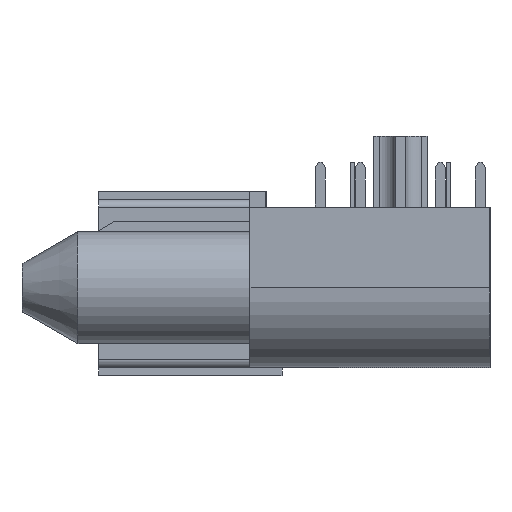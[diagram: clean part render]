
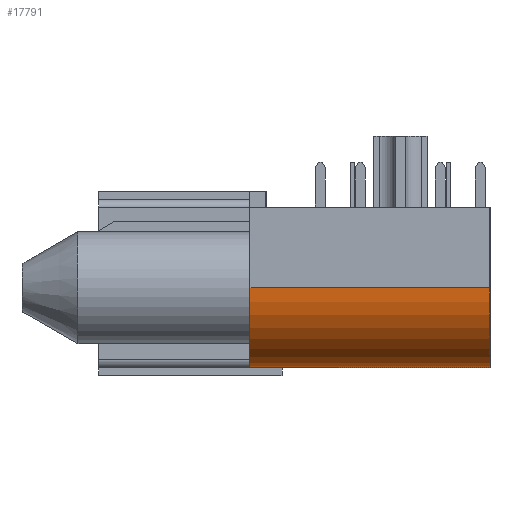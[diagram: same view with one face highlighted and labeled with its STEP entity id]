
A CAD part, left-side view. The second image highlights one B-rep face of the part: STEP entity #17791.
In plain terms, the highlighted cylindrical face has radius 5 mm (diameter 10 mm), a partial arc.
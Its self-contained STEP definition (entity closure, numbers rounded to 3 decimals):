
#68=CYLINDRICAL_SURFACE('',#18857,5.);
#182=CIRCLE('',#18858,5.);
#183=CIRCLE('',#18859,5.);
#4289=ORIENTED_EDGE('',*,*,#7423,.T.);
#4290=ORIENTED_EDGE('',*,*,#7424,.F.);
#4291=ORIENTED_EDGE('',*,*,#7425,.F.);
#4292=ORIENTED_EDGE('',*,*,#7426,.T.);
#7423=EDGE_CURVE('',#9323,#9324,#182,.T.);
#7424=EDGE_CURVE('',#9325,#9324,#11602,.T.);
#7425=EDGE_CURVE('',#9326,#9325,#183,.T.);
#7426=EDGE_CURVE('',#9326,#9323,#11603,.T.);
#9323=VERTEX_POINT('',#27609);
#9324=VERTEX_POINT('',#27610);
#9325=VERTEX_POINT('',#27612);
#9326=VERTEX_POINT('',#27614);
#11602=LINE('',#27611,#14044);
#11603=LINE('',#27615,#14045);
#14044=VECTOR('',#22580,1000.);
#14045=VECTOR('',#22583,1000.);
#15236=EDGE_LOOP('',(#4289,#4290,#4291,#4292));
#16112=FACE_BOUND('',#15236,.T.);
#17791=ADVANCED_FACE('',(#16112),#68,.T.);
#18857=AXIS2_PLACEMENT_3D('',#27607,#22576,#22577);
#18858=AXIS2_PLACEMENT_3D('',#27608,#22578,#22579);
#18859=AXIS2_PLACEMENT_3D('',#27613,#22581,#22582);
#22576=DIRECTION('',(0.,-1.,0.));
#22577=DIRECTION('',(0.,0.,-1.));
#22578=DIRECTION('',(0.,1.,0.));
#22579=DIRECTION('',(1.,0.,0.));
#22580=DIRECTION('',(0.,-1.,0.));
#22581=DIRECTION('',(0.,1.,0.));
#22582=DIRECTION('',(1.,0.,0.));
#22583=DIRECTION('',(0.,-1.,0.));
#27607=CARTESIAN_POINT('',(-1.75,14.,0.));
#27608=CARTESIAN_POINT('',(-1.75,0.,0.));
#27609=CARTESIAN_POINT('',(-1.75,0.,-5.));
#27610=CARTESIAN_POINT('',(-6.75,0.,0.));
#27611=CARTESIAN_POINT('',(-6.75,14.,0.));
#27612=CARTESIAN_POINT('',(-6.75,15.,0.));
#27613=CARTESIAN_POINT('',(-1.75,15.,0.));
#27614=CARTESIAN_POINT('',(-1.75,15.,-5.));
#27615=CARTESIAN_POINT('',(-1.75,14.,-5.));
